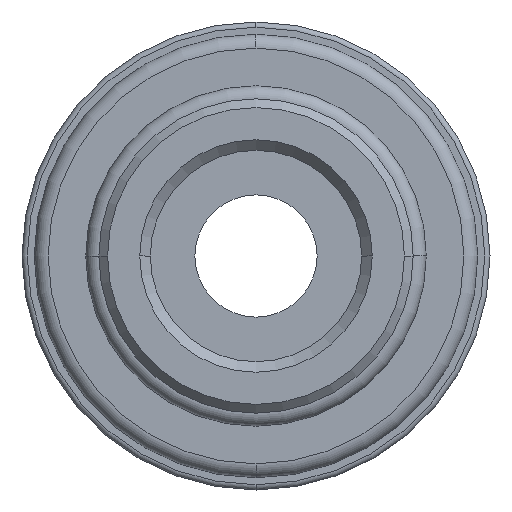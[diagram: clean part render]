
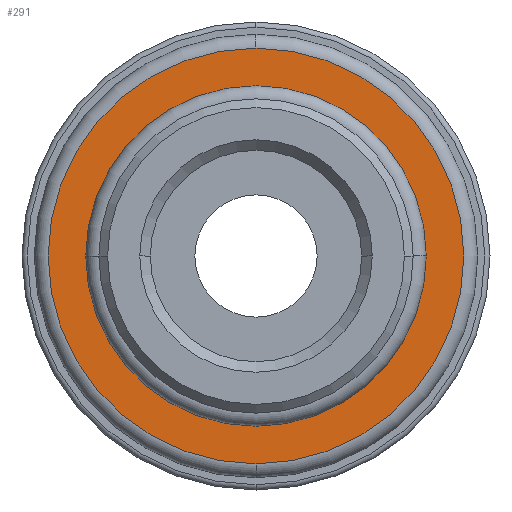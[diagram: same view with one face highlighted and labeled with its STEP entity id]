
A CAD part, front view. The second image highlights one B-rep face of the part: STEP entity #291.
In plain terms, the highlighted planar face has unit normal (0, -1, 0).
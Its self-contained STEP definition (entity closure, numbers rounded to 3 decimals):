
#291=ADVANCED_FACE('',(#588,#589),#590,.T.);
#588=FACE_BOUND('',#881,.T.);
#589=FACE_OUTER_BOUND('',#882,.T.);
#590=PLANE('',#883);
#881=EDGE_LOOP('',(#1640,#1641,#1642));
#882=EDGE_LOOP('',(#1643,#1644,#1645));
#883=AXIS2_PLACEMENT_3D('',#1646,#1647,#1648);
#1640=ORIENTED_EDGE('',*,*,#1790,.T.);
#1641=ORIENTED_EDGE('',*,*,#1817,.T.);
#1642=ORIENTED_EDGE('',*,*,#1791,.T.);
#1643=ORIENTED_EDGE('',*,*,#1825,.F.);
#1644=ORIENTED_EDGE('',*,*,#1824,.F.);
#1645=ORIENTED_EDGE('',*,*,#1941,.F.);
#1646=CARTESIAN_POINT('',(10.45,2.5,0.0));
#1647=DIRECTION('',(-0.0,-1.0,-0.0));
#1648=DIRECTION('',(-1.0,0.0,0.0));
#1790=EDGE_CURVE('',#2167,#2165,#2168,.T.);
#1791=EDGE_CURVE('',#2169,#2167,#2170,.T.);
#1817=EDGE_CURVE('',#2165,#2169,#2204,.T.);
#1824=EDGE_CURVE('',#2212,#2214,#2215,.T.);
#1825=EDGE_CURVE('',#2214,#2216,#2217,.T.);
#1941=EDGE_CURVE('',#2216,#2212,#2364,.T.);
#2165=VERTEX_POINT('',#2793);
#2167=VERTEX_POINT('',#2795);
#2168=CIRCLE('',#2796,9.75);
#2169=VERTEX_POINT('',#2797);
#2170=CIRCLE('',#2798,9.75);
#2204=CIRCLE('',#2836,9.75);
#2212=VERTEX_POINT('',#2844);
#2214=VERTEX_POINT('',#2846);
#2215=CIRCLE('',#2847,11.9);
#2216=VERTEX_POINT('',#2848);
#2217=CIRCLE('',#2849,11.9);
#2364=CIRCLE('',#3083,11.9);
#2793=CARTESIAN_POINT('',(9.75,2.5,0.));
#2795=CARTESIAN_POINT('',(0.,2.5,9.75));
#2796=AXIS2_PLACEMENT_3D('',#3305,#3306,#3307);
#2797=CARTESIAN_POINT('',(-9.75,2.5,0.));
#2798=AXIS2_PLACEMENT_3D('',#3308,#3309,#3310);
#2836=AXIS2_PLACEMENT_3D('',#3357,#3358,#3359);
#2844=CARTESIAN_POINT('',(0.,2.5,11.9));
#2846=CARTESIAN_POINT('',(11.9,2.5,0.0));
#2847=AXIS2_PLACEMENT_3D('',#3372,#3373,#3374);
#2848=CARTESIAN_POINT('',(0.,2.5,-11.9));
#2849=AXIS2_PLACEMENT_3D('',#3375,#3376,#3377);
#3083=AXIS2_PLACEMENT_3D('',#3562,#3563,#3564);
#3305=CARTESIAN_POINT('',(0.0,2.5,0.0));
#3306=DIRECTION('',(0.0,1.0,0.0));
#3307=DIRECTION('',(0.0,0.0,-1.0));
#3308=CARTESIAN_POINT('',(0.0,2.5,0.0));
#3309=DIRECTION('',(0.0,1.0,0.0));
#3310=DIRECTION('',(0.0,0.0,-1.0));
#3357=CARTESIAN_POINT('',(0.0,2.5,0.0));
#3358=DIRECTION('',(0.0,1.0,0.0));
#3359=DIRECTION('',(0.0,0.0,-1.0));
#3372=CARTESIAN_POINT('',(0.0,2.5,0.0));
#3373=DIRECTION('',(-0.0,1.0,0.0));
#3374=DIRECTION('',(1.0,0.0,0.0));
#3375=CARTESIAN_POINT('',(0.0,2.5,0.0));
#3376=DIRECTION('',(-0.0,1.0,0.0));
#3377=DIRECTION('',(1.0,0.0,0.0));
#3562=CARTESIAN_POINT('',(0.0,2.5,0.0));
#3563=DIRECTION('',(-0.0,1.0,0.0));
#3564=DIRECTION('',(1.0,0.0,0.0));
